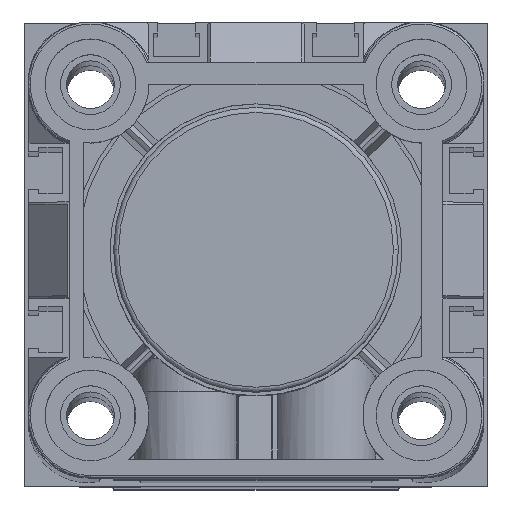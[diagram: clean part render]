
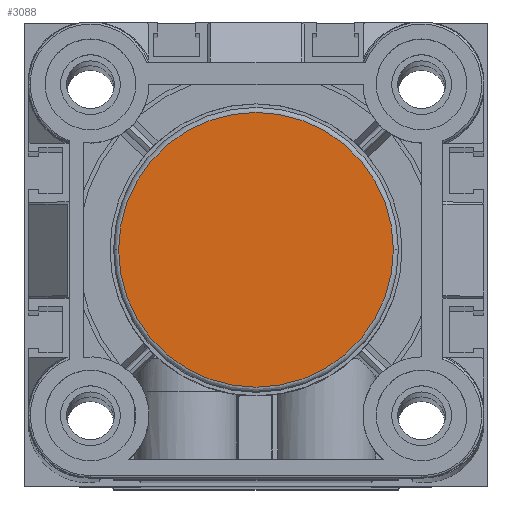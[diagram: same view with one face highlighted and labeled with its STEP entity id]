
A CAD part, top view. The second image highlights one B-rep face of the part: STEP entity #3088.
In plain terms, the highlighted face is planar.
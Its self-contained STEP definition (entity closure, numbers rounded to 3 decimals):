
#1049 = AXIS2_PLACEMENT_3D ( 'NONE', #18420, #4073, #20821 ) ;
#1421 = DIRECTION ( 'NONE',  ( 1., 0., 0. ) ) ;
#2527 = FACE_OUTER_BOUND ( 'NONE', #5063, .T. ) ;
#3088 = ADVANCED_FACE ( 'NONE', ( #2527 ), #16605, .F. ) ;
#4073 = DIRECTION ( 'NONE',  ( 0., 0., -1. ) ) ;
#5063 = EDGE_LOOP ( 'NONE', ( #18578, #25985 ) ) ;
#9635 = CIRCLE ( 'NONE', #1049, 19.3 ) ;
#9934 = AXIS2_PLACEMENT_3D ( 'NONE', #17968, #16511, #16418 ) ;
#13856 = VERTEX_POINT ( 'NONE', #25054 ) ;
#15073 = EDGE_CURVE ( 'NONE', #13856, #24857, #9635, .T. ) ;
#15859 = DIRECTION ( 'NONE',  ( 0., 0., -1. ) ) ;
#16418 = DIRECTION ( 'NONE',  ( 1., 0., 0. ) ) ;
#16511 = DIRECTION ( 'NONE',  ( 0., 0., 1. ) ) ;
#16605 = PLANE ( 'NONE',  #9934 ) ;
#17968 = CARTESIAN_POINT ( 'NONE',  ( 0., 0., -4. ) ) ;
#18420 = CARTESIAN_POINT ( 'NONE',  ( 26.25, 26.25, -4. ) ) ;
#18578 = ORIENTED_EDGE ( 'NONE', *, *, #23199, .T. ) ;
#20623 = AXIS2_PLACEMENT_3D ( 'NONE', #30328, #15859, #1421 ) ;
#20821 = DIRECTION ( 'NONE',  ( 1., 0., 0. ) ) ;
#23199 = EDGE_CURVE ( 'NONE', #24857, #13856, #26543, .T. ) ;
#24857 = VERTEX_POINT ( 'NONE', #25793 ) ;
#25054 = CARTESIAN_POINT ( 'NONE',  ( 6.95, 26.25, -4. ) ) ;
#25793 = CARTESIAN_POINT ( 'NONE',  ( 45.55, 26.25, -4. ) ) ;
#25985 = ORIENTED_EDGE ( 'NONE', *, *, #15073, .T. ) ;
#26543 = CIRCLE ( 'NONE', #20623, 19.3 ) ;
#30328 = CARTESIAN_POINT ( 'NONE',  ( 26.25, 26.25, -4. ) ) ;
